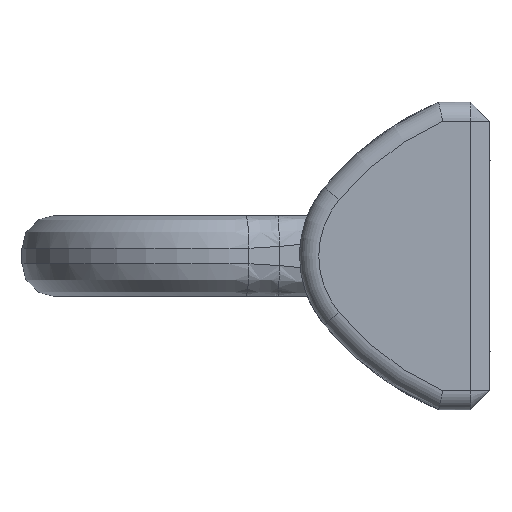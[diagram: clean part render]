
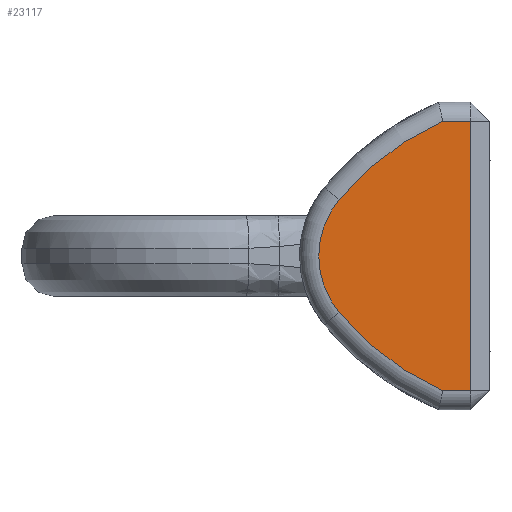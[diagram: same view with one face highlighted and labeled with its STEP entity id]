
A CAD part, left-side view. The second image highlights one B-rep face of the part: STEP entity #23117.
In plain terms, the highlighted face is planar.
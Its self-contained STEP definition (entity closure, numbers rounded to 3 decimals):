
#18011=CARTESIAN_POINT('',(0.,43.,80.));
#18012=DIRECTION('',(0.,0.,1.));
#18013=DIRECTION('',(0.639,0.77,0.));
#18014=AXIS2_PLACEMENT_3D('',#18011,#18012,#18013);
#18021=DIRECTION('',(-1.,0.,0.));
#18022=VECTOR('',#18021,140.);
#18023=CARTESIAN_POINT('',(70.,10.,80.));
#18024=LINE('',#18023,#18022);
#18025=DIRECTION('',(0.,1.,0.));
#18026=VECTOR('',#18025,14.599);
#18027=CARTESIAN_POINT('',(-70.,10.,
80.));
#18028=LINE('',#18027,#18026);
#18029=CARTESIAN_POINT('',(64.499,-34.723,80.));
#18030=DIRECTION('',(0.,0.,1.));
#18031=DIRECTION('',(-0.639,0.77,0.));
#18032=AXIS2_PLACEMENT_3D('',#18029,#18030,#18031);
#18034=CARTESIAN_POINT('',(-64.499,-34.723,80.));
#18035=DIRECTION('',(0.,0.,-1.));
#18036=DIRECTION('',(0.639,0.77,0.));
#18037=AXIS2_PLACEMENT_3D('',#18034,#18035,#18036);
#18039=DIRECTION('',(0.,1.,0.));
#18040=VECTOR('',#18039,14.599);
#18041=CARTESIAN_POINT('',(70.,10.,80.));
#18042=LINE('',#18041,#18040);
#21545=CARTESIAN_POINT('',(-29.376,78.399,80.));
#21546=CARTESIAN_POINT('',(-70.,24.599,80.));
#21547=VERTEX_POINT('',#21545);
#21548=VERTEX_POINT('',#21546);
#21553=CARTESIAN_POINT('',(29.376,78.399,80.));
#21554=CARTESIAN_POINT('',(70.,24.599,80.));
#21555=VERTEX_POINT('',#21553);
#21556=VERTEX_POINT('',#21554);
#21569=CARTESIAN_POINT('',(-70.,10.,80.));
#21570=VERTEX_POINT('',#21569);
#21573=CARTESIAN_POINT('',(70.,10.,80.));
#21574=VERTEX_POINT('',#21573);
#23100=CARTESIAN_POINT('',(0.,0.,80.));
#23101=DIRECTION('',(0.,0.,-1.));
#23102=DIRECTION('',(-1.,0.,0.));
#23103=AXIS2_PLACEMENT_3D('',#23100,#23101,#23102);
#23104=PLANE('',#23103);
#23106=ORIENTED_EDGE('',*,*,#23105,.T.);
#23108=ORIENTED_EDGE('',*,*,#23107,.T.);
#23109=ORIENTED_EDGE('',*,*,#23079,.F.);
#23110=ORIENTED_EDGE('',*,*,#23091,.F.);
#23112=ORIENTED_EDGE('',*,*,#23111,.T.);
#23114=ORIENTED_EDGE('',*,*,#23113,.F.);
#23115=EDGE_LOOP('',(#23106,#23108,#23109,#23110,#23112,#23114));
#23116=FACE_OUTER_BOUND('',#23115,.F.);
#23117=ADVANCED_FACE('',(#23116),#23104,.F.);
#18015=CIRCLE('',#18014,46.);
#18033=CIRCLE('',#18032,147.);
#18038=CIRCLE('',#18037,147.);
#23079=EDGE_CURVE('',#21547,#21548,#18033,.T.);
#23091=EDGE_CURVE('',#21555,#21547,#18015,.T.);
#23105=EDGE_CURVE('',#21574,#21570,#18024,.T.);
#23107=EDGE_CURVE('',#21570,#21548,#18028,.T.);
#23111=EDGE_CURVE('',#21555,#21556,#18038,.T.);
#23113=EDGE_CURVE('',#21574,#21556,#18042,.T.);
